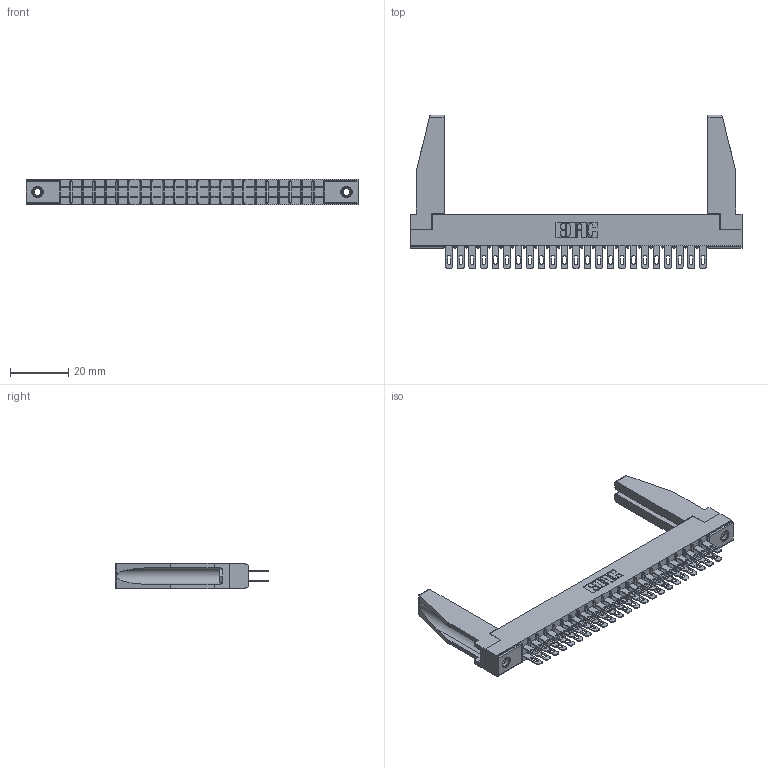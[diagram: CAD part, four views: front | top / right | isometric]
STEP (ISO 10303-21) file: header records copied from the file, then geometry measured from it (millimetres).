
FILE_DESCRIPTION (( 'STEP AP203' ), '1' );
FILE_NAME ('355-046-500-578.STEP', '2019-09-11T14:35:04', ( '' ), ( '' ), 'SwSTEP 2.0', 'SolidWorks 2016', '' );
FILE_SCHEMA (( 'CONFIG_CONTROL_DESIGN' ));
Length unit declared in the file: inch
Products named in the file (5): 305-290-001_500; 355-046-500-578; 307-220-078; 345-250-001_345-250-001-102; 305 Part_.156 Dia
Assembly tree (51 placements, depth 2):
  355-046-500-578
    305 Part_.156 Dia
    305-290-001_500  x46
    345-250-001_345-250-001-102  x2
    307-220-078  x2
Bounding box: 114.15 x 52.88 x 8.71 mm (x, y, z)
Volume: 10971.7 mm3; surface area: 18587.6 mm2
Topology: 51 solids, 51 shells, 2546 faces, 7247 edges, 4698 vertices
Faces by surface type: plane 1440, cylinder 998, sphere 92, cone 12, torus 4
Entity records: 29677 total; most frequent: CARTESIAN_POINT 4917, ORIENTED_EDGE 4836, DIRECTION 4732, EDGE_CURVE 2418, LINE 1930, VECTOR 1930, VERTEX_POINT 1544, AXIS2_PLACEMENT_3D 1401
